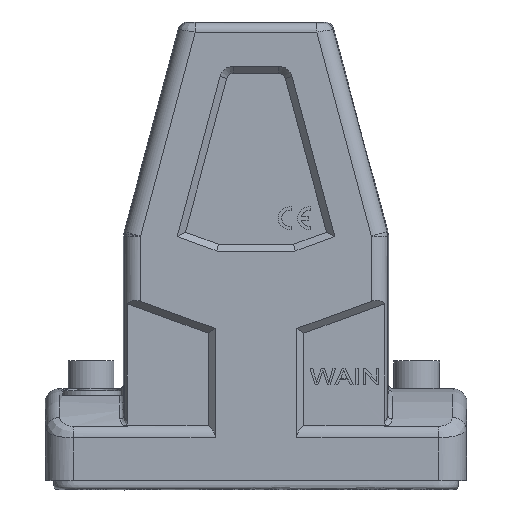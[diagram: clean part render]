
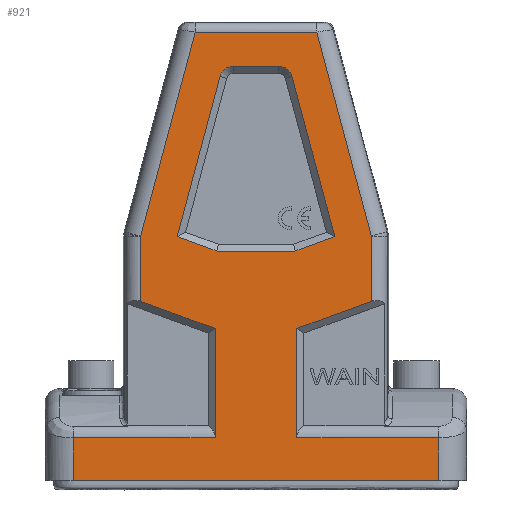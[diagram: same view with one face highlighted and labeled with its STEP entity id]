
A CAD part, top view. The second image highlights one B-rep face of the part: STEP entity #921.
In plain terms, the highlighted planar face has unit normal (0, 0, 1).
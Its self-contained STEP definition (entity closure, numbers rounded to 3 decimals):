
#316=FACE_BOUND('',#1965,.T.);
#317=FACE_BOUND('',#1966,.T.);
#529=CIRCLE('',#7782,3.);
#530=CIRCLE('',#7785,3.);
#921=ADVANCED_FACE('',(#316,#317),#1159,.T.);
#1159=PLANE('',#7792);
#1965=EDGE_LOOP('',(#4164,#4165,#4166,#4167,#4168,#4169,#4170,#4171));
#1966=EDGE_LOOP('',(#4172,#4173,#4174,#4175,#4176,#4177,#4178,#4179,#4180,
#4181,#4182,#4183,#4184,#4185));
#2184=B_SPLINE_CURVE_WITH_KNOTS('',3,(#12454,#12455,#12456,#12457),
 .UNSPECIFIED.,.F.,.F.,(4,4),(0.,1.),.UNSPECIFIED.);
#2188=B_SPLINE_CURVE_WITH_KNOTS('',3,(#12541,#12542,#12543,#12544),
 .UNSPECIFIED.,.F.,.F.,(4,4),(0.,1.),.UNSPECIFIED.);
#2290=B_SPLINE_CURVE_WITH_KNOTS('',3,(#14469,#14470,#14471,#14472),
 .UNSPECIFIED.,.F.,.F.,(4,4),(0.,1.),.UNSPECIFIED.);
#2296=B_SPLINE_CURVE_WITH_KNOTS('',3,(#14592,#14593,#14594,#14595),
 .UNSPECIFIED.,.F.,.F.,(4,4),(0.,1.),.UNSPECIFIED.);
#2299=B_SPLINE_CURVE_WITH_KNOTS('',3,(#14611,#14612,#14613,#14614),
 .UNSPECIFIED.,.F.,.F.,(4,4),(0.,1.),.UNSPECIFIED.);
#2303=B_SPLINE_CURVE_WITH_KNOTS('',3,(#14633,#14634,#14635,#14636),
 .UNSPECIFIED.,.F.,.F.,(4,4),(0.,1.),.UNSPECIFIED.);
#2304=B_SPLINE_CURVE_WITH_KNOTS('',3,(#14660,#14661,#14662,#14663),
 .UNSPECIFIED.,.F.,.F.,(4,4),(0.,1.),.UNSPECIFIED.);
#4164=ORIENTED_EDGE('',*,*,#6045,.T.);
#4165=ORIENTED_EDGE('',*,*,#6042,.T.);
#4166=ORIENTED_EDGE('',*,*,#6037,.T.);
#4167=ORIENTED_EDGE('',*,*,#6036,.F.);
#4168=ORIENTED_EDGE('',*,*,#6032,.T.);
#4169=ORIENTED_EDGE('',*,*,#6030,.F.);
#4170=ORIENTED_EDGE('',*,*,#6027,.T.);
#4171=ORIENTED_EDGE('',*,*,#6047,.F.);
#4172=ORIENTED_EDGE('',*,*,#5734,.F.);
#4173=ORIENTED_EDGE('',*,*,#5730,.T.);
#4174=ORIENTED_EDGE('',*,*,#5724,.F.);
#4175=ORIENTED_EDGE('',*,*,#5707,.T.);
#4176=ORIENTED_EDGE('',*,*,#5704,.T.);
#4177=ORIENTED_EDGE('',*,*,#5702,.T.);
#4178=ORIENTED_EDGE('',*,*,#5695,.T.);
#4179=ORIENTED_EDGE('',*,*,#5690,.T.);
#4180=ORIENTED_EDGE('',*,*,#6048,.F.);
#4181=ORIENTED_EDGE('',*,*,#6049,.T.);
#4182=ORIENTED_EDGE('',*,*,#5976,.T.);
#4183=ORIENTED_EDGE('',*,*,#5981,.T.);
#4184=ORIENTED_EDGE('',*,*,#5982,.F.);
#4185=ORIENTED_EDGE('',*,*,#5987,.T.);
#4778=VERTEX_POINT('',#12088);
#4780=VERTEX_POINT('',#12093);
#4817=VERTEX_POINT('',#12451);
#4818=VERTEX_POINT('',#12453);
#4822=VERTEX_POINT('',#12545);
#4826=VERTEX_POINT('',#12573);
#4827=VERTEX_POINT('',#12577);
#4837=VERTEX_POINT('',#12645);
#4839=VERTEX_POINT('',#12706);
#4985=VERTEX_POINT('',#14468);
#4986=VERTEX_POINT('',#14473);
#4989=VERTEX_POINT('',#14484);
#4990=VERTEX_POINT('',#14488);
#5017=VERTEX_POINT('',#14584);
#5019=VERTEX_POINT('',#14591);
#5021=VERTEX_POINT('',#14602);
#5023=VERTEX_POINT('',#14615);
#5024=VERTEX_POINT('',#14625);
#5026=VERTEX_POINT('',#14637);
#5029=VERTEX_POINT('',#14644);
#5031=VERTEX_POINT('',#14653);
#5032=VERTEX_POINT('',#14659);
#5690=EDGE_CURVE('',#4817,#4818,#2184,.T.);
#5695=EDGE_CURVE('',#4822,#4817,#2188,.T.);
#5702=EDGE_CURVE('',#4826,#4822,#6487,.T.);
#5704=EDGE_CURVE('',#4827,#4826,#6489,.T.);
#5707=EDGE_CURVE('',#4780,#4827,#6490,.T.);
#5724=EDGE_CURVE('',#4780,#4837,#6496,.T.);
#5730=EDGE_CURVE('',#4839,#4837,#6498,.T.);
#5734=EDGE_CURVE('',#4839,#4778,#6499,.T.);
#5976=EDGE_CURVE('',#4986,#4985,#2290,.T.);
#5981=EDGE_CURVE('',#4985,#4989,#6606,.T.);
#5982=EDGE_CURVE('',#4990,#4989,#6607,.T.);
#5987=EDGE_CURVE('',#4990,#4778,#6610,.T.);
#6027=EDGE_CURVE('',#5017,#5019,#2296,.T.);
#6030=EDGE_CURVE('',#5017,#5021,#529,.T.);
#6032=EDGE_CURVE('',#5023,#5021,#2299,.T.);
#6036=EDGE_CURVE('',#5023,#5024,#530,.T.);
#6037=EDGE_CURVE('',#5026,#5024,#2303,.T.);
#6042=EDGE_CURVE('',#5029,#5026,#6642,.T.);
#6045=EDGE_CURVE('',#5031,#5029,#6645,.T.);
#6047=EDGE_CURVE('',#5031,#5019,#6647,.T.);
#6048=EDGE_CURVE('',#5032,#4818,#6648,.T.);
#6049=EDGE_CURVE('',#5032,#4986,#2304,.T.);
#6487=LINE('',#12572,#7045);
#6489=LINE('',#12576,#7047);
#6490=LINE('',#12584,#7048);
#6496=LINE('',#12644,#7054);
#6498=LINE('',#12709,#7056);
#6499=LINE('',#12764,#7057);
#6606=LINE('',#14485,#7164);
#6607=LINE('',#14487,#7165);
#6610=LINE('',#14503,#7168);
#6642=LINE('',#14646,#7200);
#6645=LINE('',#14652,#7203);
#6647=LINE('',#14656,#7205);
#6648=LINE('',#14658,#7206);
#7045=VECTOR('',#8834,1.);
#7047=VECTOR('',#8838,1.);
#7048=VECTOR('',#8843,1.);
#7054=VECTOR('',#8871,1.);
#7056=VECTOR('',#8875,1.);
#7057=VECTOR('',#8878,1.);
#7164=VECTOR('',#9283,1.);
#7165=VECTOR('',#9286,1.);
#7168=VECTOR('',#9295,1.);
#7200=VECTOR('',#9393,1.);
#7203=VECTOR('',#9400,1.);
#7205=VECTOR('',#9404,1.);
#7206=VECTOR('',#9407,1.);
#7782=AXIS2_PLACEMENT_3D('',#14604,#9377,#9378);
#7785=AXIS2_PLACEMENT_3D('',#14631,#9383,#9384);
#7792=AXIS2_PLACEMENT_3D('',#14664,#9408,#9409);
#8834=DIRECTION('',(0.,-1.,0.));
#8838=DIRECTION('',(0.94,-0.342,0.));
#8843=DIRECTION('',(0.,-1.,0.));
#8871=DIRECTION('',(0.259,0.966,0.));
#8875=DIRECTION('',(-1.,0.,0.));
#8878=DIRECTION('',(0.259,-0.966,0.));
#9283=DIRECTION('',(0.,1.,0.));
#9286=DIRECTION('',(-0.94,-0.342,0.));
#9295=DIRECTION('',(0.,1.,0.));
#9377=DIRECTION('',(0.,0.,1.));
#9378=DIRECTION('',(0.966,0.259,0.));
#9383=DIRECTION('',(0.,0.,1.));
#9384=DIRECTION('',(0.,1.,0.));
#9393=DIRECTION('',(-0.94,0.342,0.));
#9400=DIRECTION('',(-1.,0.,0.));
#9404=DIRECTION('',(0.94,0.342,0.));
#9407=DIRECTION('',(-1.,0.,0.));
#9408=DIRECTION('',(0.,0.,1.));
#9409=DIRECTION('',(1.,0.,0.));
#12088=CARTESIAN_POINT('',(25.182,53.278,28.5));
#12093=CARTESIAN_POINT('',(-25.182,53.26,28.5));
#12451=CARTESIAN_POINT('',(-39.803,9.285,28.5));
#12453=CARTESIAN_POINT('',(-39.803,0.,28.5));
#12454=CARTESIAN_POINT('',(-39.803,9.285,28.5));
#12455=CARTESIAN_POINT('',(-39.803,6.19,28.5));
#12456=CARTESIAN_POINT('',(-39.803,3.095,28.5));
#12457=CARTESIAN_POINT('',(-39.803,0.,28.5));
#12541=CARTESIAN_POINT('',(-8.914,9.285,28.5));
#12542=CARTESIAN_POINT('',(-19.211,9.285,28.5));
#12543=CARTESIAN_POINT('',(-29.507,9.285,28.5));
#12544=CARTESIAN_POINT('',(-39.803,9.285,28.5));
#12545=CARTESIAN_POINT('',(-8.914,9.285,28.5));
#12572=CARTESIAN_POINT('',(-8.914,33.13,28.5));
#12573=CARTESIAN_POINT('',(-8.914,33.13,28.5));
#12576=CARTESIAN_POINT('',(-25.182,39.051,28.5));
#12577=CARTESIAN_POINT('',(-25.182,39.051,28.5));
#12584=CARTESIAN_POINT('',(-25.182,53.26,28.5));
#12644=CARTESIAN_POINT('',(-25.182,53.26,28.5));
#12645=CARTESIAN_POINT('',(-13.256,97.769,28.5));
#12706=CARTESIAN_POINT('',(13.261,97.769,28.5));
#12709=CARTESIAN_POINT('',(13.261,97.769,28.5));
#12764=CARTESIAN_POINT('',(13.261,97.769,28.5));
#14468=CARTESIAN_POINT('',(8.914,9.285,28.5));
#14469=CARTESIAN_POINT('',(39.803,9.285,28.5));
#14470=CARTESIAN_POINT('',(29.507,9.285,28.5));
#14471=CARTESIAN_POINT('',(19.211,9.285,28.5));
#14472=CARTESIAN_POINT('',(8.914,9.285,28.5));
#14473=CARTESIAN_POINT('',(39.803,9.285,28.5));
#14484=CARTESIAN_POINT('',(8.914,33.13,28.5));
#14485=CARTESIAN_POINT('',(8.914,9.285,28.5));
#14487=CARTESIAN_POINT('',(25.182,39.051,28.5));
#14488=CARTESIAN_POINT('',(25.182,39.051,28.5));
#14503=CARTESIAN_POINT('',(25.182,39.051,28.5));
#14584=CARTESIAN_POINT('',(7.837,88.059,28.5));
#14591=CARTESIAN_POINT('',(17.186,53.168,28.5));
#14592=CARTESIAN_POINT('',(7.837,88.059,28.5));
#14593=CARTESIAN_POINT('',(10.954,76.428,28.5));
#14594=CARTESIAN_POINT('',(14.07,64.798,28.5));
#14595=CARTESIAN_POINT('',(17.186,53.168,28.5));
#14602=CARTESIAN_POINT('',(4.94,90.282,28.5));
#14604=CARTESIAN_POINT('',(4.94,87.282,28.5));
#14611=CARTESIAN_POINT('',(-4.94,90.282,28.5));
#14612=CARTESIAN_POINT('',(-1.647,90.282,28.5));
#14613=CARTESIAN_POINT('',(1.647,90.282,28.5));
#14614=CARTESIAN_POINT('',(4.94,90.282,28.5));
#14615=CARTESIAN_POINT('',(-4.94,90.282,28.5));
#14625=CARTESIAN_POINT('',(-7.837,88.059,28.5));
#14631=CARTESIAN_POINT('',(-4.94,87.282,28.5));
#14633=CARTESIAN_POINT('',(-17.186,53.168,28.5));
#14634=CARTESIAN_POINT('',(-14.07,64.798,28.5));
#14635=CARTESIAN_POINT('',(-10.954,76.428,28.5));
#14636=CARTESIAN_POINT('',(-7.837,88.059,28.5));
#14637=CARTESIAN_POINT('',(-17.186,53.168,28.5));
#14644=CARTESIAN_POINT('',(-8.483,50.,28.5));
#14646=CARTESIAN_POINT('',(-8.483,50.,28.5));
#14652=CARTESIAN_POINT('',(8.483,50.,28.5));
#14653=CARTESIAN_POINT('',(8.483,50.,28.5));
#14656=CARTESIAN_POINT('',(8.483,50.,28.5));
#14658=CARTESIAN_POINT('',(39.803,0.,28.5));
#14659=CARTESIAN_POINT('',(39.803,0.,28.5));
#14660=CARTESIAN_POINT('',(39.803,0.,28.5));
#14661=CARTESIAN_POINT('',(39.803,3.095,28.5));
#14662=CARTESIAN_POINT('',(39.803,6.19,28.5));
#14663=CARTESIAN_POINT('',(39.803,9.285,28.5));
#14664=CARTESIAN_POINT('',(0.,0.,28.5));
